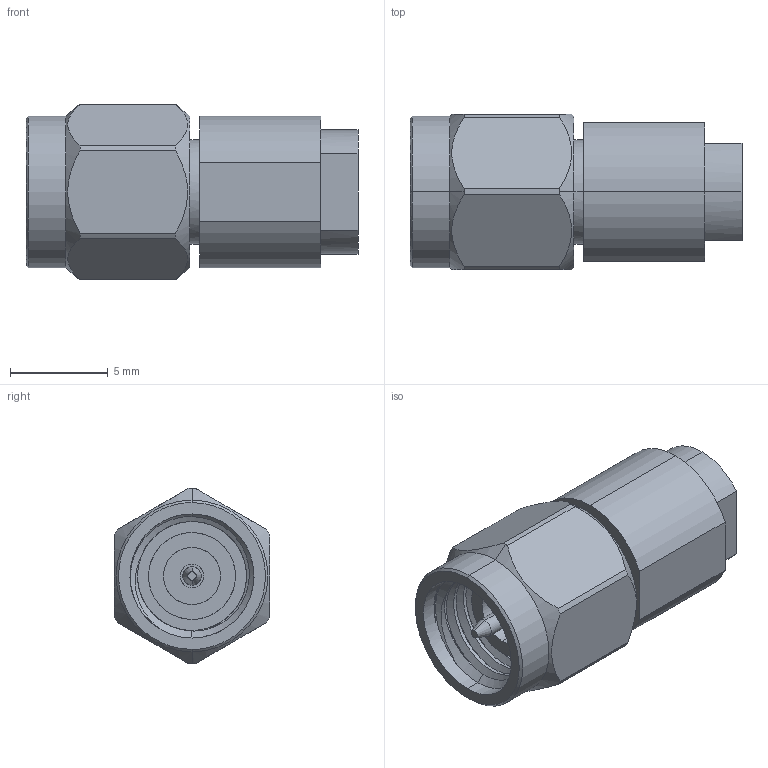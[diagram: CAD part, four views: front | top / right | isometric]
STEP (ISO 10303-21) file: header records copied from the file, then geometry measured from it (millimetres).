
FILE_DESCRIPTION (( 'STEP AP214' ), '1' );
FILE_NAME ('ST4012_3D.step', '2025-04-03T20:15:35', ( '' ), ( '' ), 'SwSTEP 2.0', 'SolidWorks 2022', '' );
FILE_SCHEMA (( 'AUTOMOTIVE_DESIGN' ));
Length unit declared in the file: inch
Products named in the file (1): ST4012_3D
Bounding box: 16.99 x 7.94 x 8.99 mm (x, y, z)
Volume: 668.7 mm3; surface area: 804.7 mm2
Topology: 1 solids, 1 shells, 80 faces, 194 edges, 126 vertices
Faces by surface type: cylinder 42, plane 24, cone 11, bspline 3
Entity records: 4113 total; most frequent: CARTESIAN_POINT 2321, ORIENTED_EDGE 388, DIRECTION 326, EDGE_CURVE 194, AXIS2_PLACEMENT_3D 127, VERTEX_POINT 126, EDGE_LOOP 90, FACE_OUTER_BOUND 80
